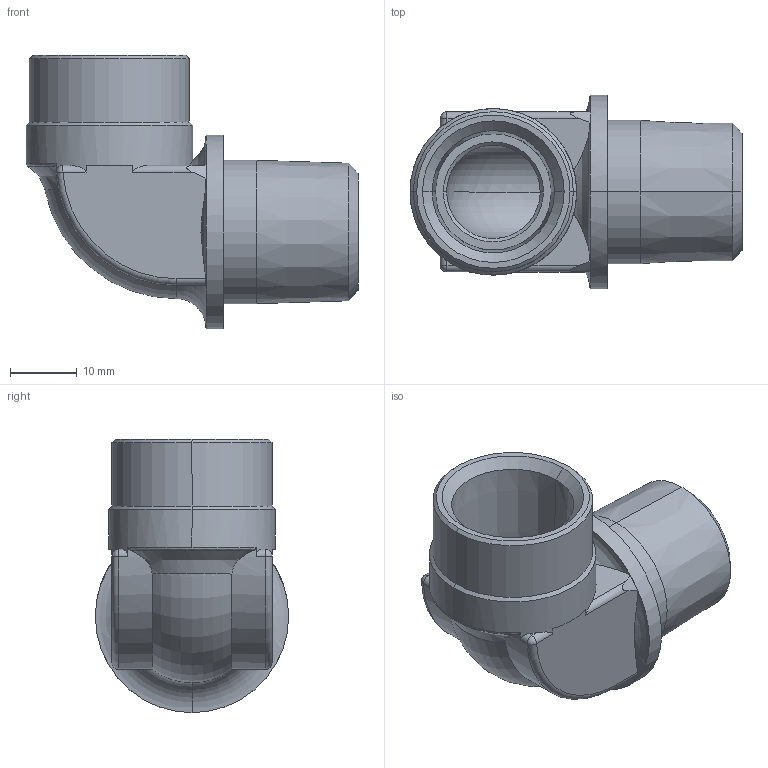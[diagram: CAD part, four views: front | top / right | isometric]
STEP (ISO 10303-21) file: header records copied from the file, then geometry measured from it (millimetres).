
FILE_DESCRIPTION (( 'STEP AP203' ), '1' );
FILE_NAME ('787DT1T1.STEP', '2016-09-12T08:11:50', ( '' ), ( '' ), 'SwSTEP 2.0', 'SolidWorks 2014', '' );
FILE_SCHEMA (( 'CONFIG_CONTROL_DESIGN' ));
Length unit declared in the file: millimetre
Products named in the file (1): 787DT1T1
Bounding box: 49.8 x 29 x 41 mm (x, y, z)
Volume: 14344.5 mm3; surface area: 8034.5 mm2
Topology: 1 solids, 1 shells, 70 faces, 167 edges, 99 vertices
Faces by surface type: cylinder 20, plane 20, cone 14, torus 8, bspline 6, sphere 2
Entity records: 2708 total; most frequent: CARTESIAN_POINT 1088, ORIENTED_EDGE 330, DIRECTION 312, EDGE_CURVE 165, AXIS2_PLACEMENT_3D 128, VERTEX_POINT 99, EDGE_LOOP 74, FACE_OUTER_BOUND 70
